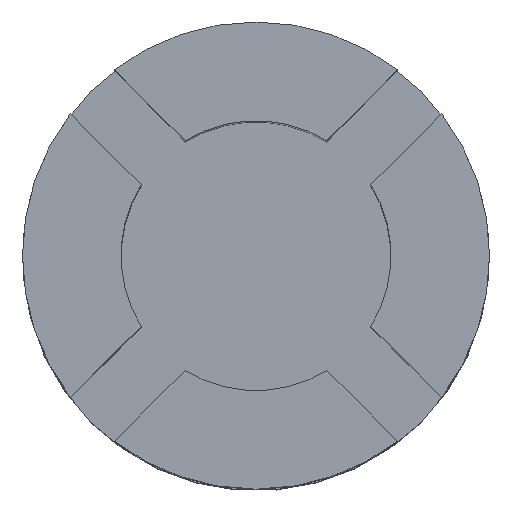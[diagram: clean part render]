
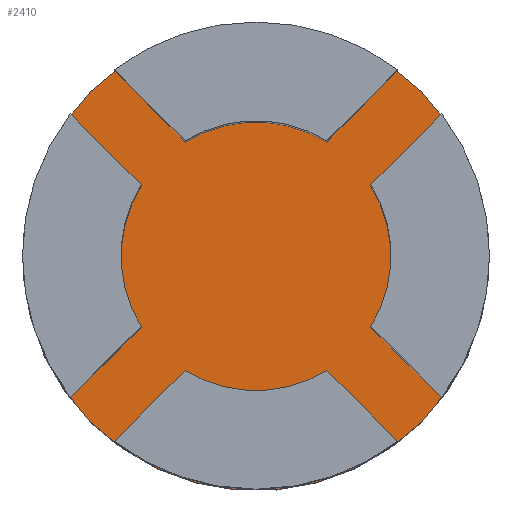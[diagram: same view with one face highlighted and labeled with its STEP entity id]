
A CAD part, top view. The second image highlights one B-rep face of the part: STEP entity #2410.
In plain terms, the highlighted face is planar.
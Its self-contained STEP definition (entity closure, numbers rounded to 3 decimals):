
#210=CARTESIAN_POINT('',(112.98,64.83,
-1.775));
#220=VERTEX_POINT('',#210);
#250=CARTESIAN_POINT('',(112.68,64.83,0.));
#260=DIRECTION('',(0.,1.,0.));
#270=DIRECTION('',(-1.,0.,0.));
#280=AXIS2_PLACEMENT_3D('',#250,#260,#270);
#290=CIRCLE('',#280,1.8);
#300=CARTESIAN_POINT('',(114.455,64.83,-0.3));
#310=VERTEX_POINT('',#300);
#320=EDGE_CURVE('',#310,#220,#290,.T.);
#1170=CARTESIAN_POINT('',(110.655,64.83,0.));
#1180=DIRECTION('',(-0.,-1.,-0.));
#1190=DIRECTION('',(-1.,0.,0.));
#1200=AXIS2_PLACEMENT_3D('',#1170,#1180,#1190);
#1210=PLANE('',#1200);
#1220=CARTESIAN_POINT('',(112.98,64.83,0.3));
#1230=DIRECTION('',(0.,0.,1.));
#1240=VECTOR('',#1230,1.);
#1250=LINE('',#1220,#1240);
#1260=CARTESIAN_POINT('',(112.98,64.83,
1.265));
#1270=VERTEX_POINT('',#1260);
#1280=CARTESIAN_POINT('',(112.98,64.83,
1.775));
#1290=VERTEX_POINT('',#1280);
#1300=EDGE_CURVE('',#1270,#1290,#1250,.T.);
#1310=ORIENTED_EDGE('',*,*,#1300,.F.);
#1320=CARTESIAN_POINT('',(114.455,64.83,
0.3));
#1330=VERTEX_POINT('',#1320);
#1340=EDGE_CURVE('',#1290,#1330,#290,.T.);
#1350=ORIENTED_EDGE('',*,*,#1340,.F.);
#1360=CARTESIAN_POINT('',(115.364,64.83,0.3));
#1370=DIRECTION('',(-1.,0.,0.));
#1380=VECTOR('',#1370,1.);
#1390=LINE('',#1360,#1380);
#1400=CARTESIAN_POINT('',(113.945,64.83,0.3));
#1410=VERTEX_POINT('',#1400);
#1420=EDGE_CURVE('',#1330,#1410,#1390,.T.);
#1430=ORIENTED_EDGE('',*,*,#1420,.F.);
#1440=CARTESIAN_POINT('',(112.68,64.83,0.));
#1450=DIRECTION('',(0.,1.,0.));
#1460=DIRECTION('',(-1.,0.,0.));
#1470=AXIS2_PLACEMENT_3D('',#1440,#1450,#1460);
#1480=CIRCLE('',#1470,1.3);
#1490=EDGE_CURVE('',#1270,#1410,#1480,.T.);
#1500=ORIENTED_EDGE('',*,*,#1490,.T.);
#1510=EDGE_LOOP('',(#1500,#1430,#1350,#1310));
#1520=FACE_BOUND('',#1510,.T.);
#1530=CARTESIAN_POINT('',(112.38,64.83,0.3));
#1540=DIRECTION('',(-1.,0.,0.));
#1550=VECTOR('',#1540,1.);
#1560=LINE('',#1530,#1550);
#1570=CARTESIAN_POINT('',(111.415,64.83,0.3));
#1580=VERTEX_POINT('',#1570);
#1590=CARTESIAN_POINT('',(110.905,64.83,0.3));
#1600=VERTEX_POINT('',#1590);
#1610=EDGE_CURVE('',#1580,#1600,#1560,.T.);
#1620=ORIENTED_EDGE('',*,*,#1610,.F.);
#1630=CARTESIAN_POINT('',(112.38,64.83,
1.775));
#1640=VERTEX_POINT('',#1630);
#1650=EDGE_CURVE('',#1600,#1640,#290,.T.);
#1660=ORIENTED_EDGE('',*,*,#1650,.F.);
#1670=CARTESIAN_POINT('',(112.38,64.83,2.618));
#1680=DIRECTION('',(0.,0.,-1.));
#1690=VECTOR('',#1680,1.);
#1700=LINE('',#1670,#1690);
#1710=CARTESIAN_POINT('',(112.38,64.83,
1.265));
#1720=VERTEX_POINT('',#1710);
#1730=EDGE_CURVE('',#1640,#1720,#1700,.T.);
#1740=ORIENTED_EDGE('',*,*,#1730,.F.);
#1750=EDGE_CURVE('',#1580,#1720,#1480,.T.);
#1760=ORIENTED_EDGE('',*,*,#1750,.T.);
#1770=EDGE_LOOP('',(#1760,#1740,#1660,#1620));
#1780=FACE_BOUND('',#1770,.T.);
#1790=CARTESIAN_POINT('',(112.98,64.83,-0.3));
#1800=DIRECTION('',(1.,0.,0.));
#1810=VECTOR('',#1800,1.);
#1820=LINE('',#1790,#1810);
#1830=CARTESIAN_POINT('',(113.945,64.83,
-0.3));
#1840=VERTEX_POINT('',#1830);
#1850=EDGE_CURVE('',#1840,#310,#1820,.T.);
#1860=ORIENTED_EDGE('',*,*,#1850,.F.);
#1870=ORIENTED_EDGE('',*,*,#320,.F.);
#1880=CARTESIAN_POINT('',(112.98,64.83,-2.623));
#1890=DIRECTION('',(0.,0.,1.));
#1900=VECTOR('',#1890,1.);
#1910=LINE('',#1880,#1900);
#1920=CARTESIAN_POINT('',(112.98,64.83,
-1.265));
#1930=VERTEX_POINT('',#1920);
#1940=EDGE_CURVE('',#220,#1930,#1910,.T.);
#1950=ORIENTED_EDGE('',*,*,#1940,.F.);
#1960=EDGE_CURVE('',#1840,#1930,#1480,.T.);
#1970=ORIENTED_EDGE('',*,*,#1960,.T.);
#1980=EDGE_LOOP('',(#1970,#1950,#1870,#1860));
#1990=FACE_BOUND('',#1980,.T.);
#2000=CARTESIAN_POINT('',(112.38,64.83,
-0.3));
#2010=DIRECTION('',(0.,0.,-1.));
#2020=VECTOR('',#2010,1.);
#2030=LINE('',#2000,#2020);
#2040=CARTESIAN_POINT('',(112.38,64.83,
-1.265));
#2050=VERTEX_POINT('',#2040);
#2060=CARTESIAN_POINT('',(112.38,64.83,
-1.775));
#2070=VERTEX_POINT('',#2060);
#2080=EDGE_CURVE('',#2050,#2070,#2030,.T.);
#2090=ORIENTED_EDGE('',*,*,#2080,.F.);
#2100=CARTESIAN_POINT('',(110.905,64.83,-0.3));
#2110=VERTEX_POINT('',#2100);
#2120=EDGE_CURVE('',#2070,#2110,#290,.T.);
#2130=ORIENTED_EDGE('',*,*,#2120,.F.);
#2140=CARTESIAN_POINT('',(110.122,64.83,-0.3));
#2150=DIRECTION('',(1.,0.,0.));
#2160=VECTOR('',#2150,1.);
#2170=LINE('',#2140,#2160);
#2180=CARTESIAN_POINT('',(111.415,64.83,
-0.3));
#2190=VERTEX_POINT('',#2180);
#2200=EDGE_CURVE('',#2110,#2190,#2170,.T.);
#2210=ORIENTED_EDGE('',*,*,#2200,.F.);
#2220=EDGE_CURVE('',#2050,#2190,#1480,.T.);
#2230=ORIENTED_EDGE('',*,*,#2220,.T.);
#2240=EDGE_LOOP('',(#2230,#2210,#2130,#2090));
#2250=FACE_BOUND('',#2240,.T.);
#2260=CARTESIAN_POINT('',(112.68,64.83,0.));
#2270=DIRECTION('',(0.,1.,0.));
#2280=DIRECTION('',(-1.,0.,0.));
#2290=AXIS2_PLACEMENT_3D('',#2260,#2270,#2280);
#2300=CIRCLE('',#2290,2.25);
#2310=CARTESIAN_POINT('',(110.43,64.83,0.));
#2320=VERTEX_POINT('',#2310);
#2330=CARTESIAN_POINT('',(114.93,64.83,
0.));
#2340=VERTEX_POINT('',#2330);
#2350=EDGE_CURVE('',#2320,#2340,#2300,.T.);
#2360=ORIENTED_EDGE('',*,*,#2350,.T.);
#2370=EDGE_CURVE('',#2340,#2320,#2300,.T.);
#2380=ORIENTED_EDGE('',*,*,#2370,.T.);
#2390=EDGE_LOOP('',(#2380,#2360));
#2400=FACE_OUTER_BOUND('',#2390,.T.);
#2410=ADVANCED_FACE('',(#1520,#1780,#1990,#2250,#2400),#1210,.F.);
